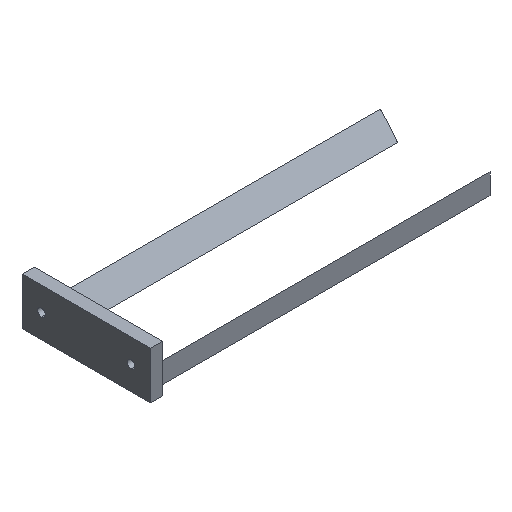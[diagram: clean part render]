
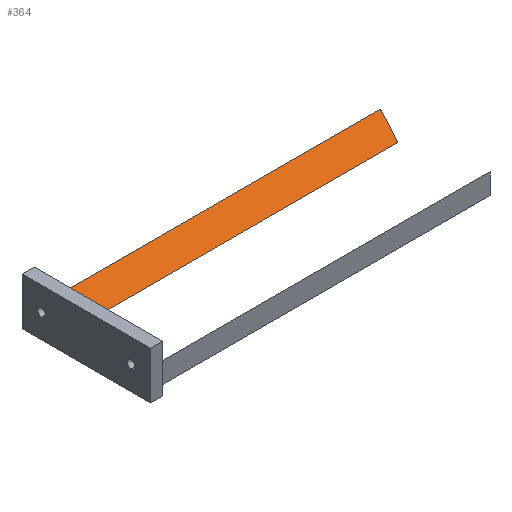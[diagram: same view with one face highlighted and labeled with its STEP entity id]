
A CAD part, isometric view. The second image highlights one B-rep face of the part: STEP entity #364.
In plain terms, the highlighted planar face has unit normal (0, -0.772, 0.636).
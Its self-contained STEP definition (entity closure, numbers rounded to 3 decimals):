
#2 = EDGE_CURVE ( 'NONE', #203, #551, #698, .T. ) ;
#30 = CARTESIAN_POINT ( 'NONE',  ( -71.833, 108.507, 143.011 ) ) ;
#59 = CARTESIAN_POINT ( 'NONE',  ( -25.5, 103.841, 137.345 ) ) ;
#73 = B_SPLINE_CURVE_WITH_KNOTS ( 'NONE', 3,
 ( #196, #489, #30, #309 ),
 .UNSPECIFIED., .F., .F.,
 ( 4, 4 ),
 ( 0., 1. ),
 .UNSPECIFIED. ) ;
#162 = PLANE ( 'NONE',  #658 ) ;
#169 = CARTESIAN_POINT ( 'NONE',  ( -164.5, 103.841, 137.345 ) ) ;
#196 = CARTESIAN_POINT ( 'NONE',  ( -164.5, 108.507, 143.011 ) ) ;
#203 = VERTEX_POINT ( 'NONE', #419 ) ;
#216 = CARTESIAN_POINT ( 'NONE',  ( -25.5, 101.507, 134.511 ) ) ;
#239 = CARTESIAN_POINT ( 'NONE',  ( -25.5, 108.507, 143.011 ) ) ;
#260 = CARTESIAN_POINT ( 'NONE',  ( -164.5, 101.507, 134.511 ) ) ;
#262 = VERTEX_POINT ( 'NONE', #264 ) ;
#264 = CARTESIAN_POINT ( 'NONE',  ( -164.5, 108.507, 143.011 ) ) ;
#279 = FACE_OUTER_BOUND ( 'NONE', #284, .T. ) ;
#284 = EDGE_LOOP ( 'NONE', ( #312, #432, #511, #301 ) ) ;
#287 = CARTESIAN_POINT ( 'NONE',  ( -25.5, 106.174, 140.178 ) ) ;
#301 = ORIENTED_EDGE ( 'NONE', *, *, #2, .F. ) ;
#309 = CARTESIAN_POINT ( 'NONE',  ( -25.5, 108.507, 143.011 ) ) ;
#312 = ORIENTED_EDGE ( 'NONE', *, *, #394, .T. ) ;
#338 = EDGE_CURVE ( 'NONE', #551, #262, #561, .T. ) ;
#341 = CARTESIAN_POINT ( 'NONE',  ( -118.167, 101.507, 134.511 ) ) ;
#364 = ADVANCED_FACE ( 'NONE', ( #279 ), #162, .T. ) ;
#391 = DIRECTION ( 'NONE',  ( 0., -0.636, -0.772 ) ) ;
#394 = EDGE_CURVE ( 'NONE', #203, #495, #613, .T. ) ;
#399 = CARTESIAN_POINT ( 'NONE',  ( -164.5, 106.174, 140.178 ) ) ;
#403 = CARTESIAN_POINT ( 'NONE',  ( -25.5, 101.507, 134.511 ) ) ;
#419 = CARTESIAN_POINT ( 'NONE',  ( -25.5, 101.507, 134.511 ) ) ;
#432 = ORIENTED_EDGE ( 'NONE', *, *, #529, .F. ) ;
#489 = CARTESIAN_POINT ( 'NONE',  ( -118.167, 108.507, 143.011 ) ) ;
#495 = VERTEX_POINT ( 'NONE', #600 ) ;
#501 = DIRECTION ( 'NONE',  ( 0., -0.772, 0.636 ) ) ;
#510 = CARTESIAN_POINT ( 'NONE',  ( -166.2, 105.007, 138.761 ) ) ;
#511 = ORIENTED_EDGE ( 'NONE', *, *, #338, .F. ) ;
#529 = EDGE_CURVE ( 'NONE', #262, #495, #73, .T. ) ;
#551 = VERTEX_POINT ( 'NONE', #260 ) ;
#560 = CARTESIAN_POINT ( 'NONE',  ( -164.5, 108.507, 143.011 ) ) ;
#561 = B_SPLINE_CURVE_WITH_KNOTS ( 'NONE', 3,
 ( #628, #169, #399, #560 ),
 .UNSPECIFIED., .F., .F.,
 ( 4, 4 ),
 ( 0., 1. ),
 .UNSPECIFIED. ) ;
#579 = CARTESIAN_POINT ( 'NONE',  ( -164.5, 101.507, 134.511 ) ) ;
#600 = CARTESIAN_POINT ( 'NONE',  ( -25.5, 108.507, 143.011 ) ) ;
#613 = B_SPLINE_CURVE_WITH_KNOTS ( 'NONE', 3,
 ( #403, #59, #287, #239 ),
 .UNSPECIFIED., .F., .F.,
 ( 4, 4 ),
 ( 0., 1. ),
 .UNSPECIFIED. ) ;
#628 = CARTESIAN_POINT ( 'NONE',  ( -164.5, 101.507, 134.511 ) ) ;
#658 = AXIS2_PLACEMENT_3D ( 'NONE', #510, #501, #391 ) ;
#698 = B_SPLINE_CURVE_WITH_KNOTS ( 'NONE', 3,
 ( #216, #757, #341, #579 ),
 .UNSPECIFIED., .F., .F.,
 ( 4, 4 ),
 ( 0., 1. ),
 .UNSPECIFIED. ) ;
#757 = CARTESIAN_POINT ( 'NONE',  ( -71.833, 101.507, 134.511 ) ) ;
